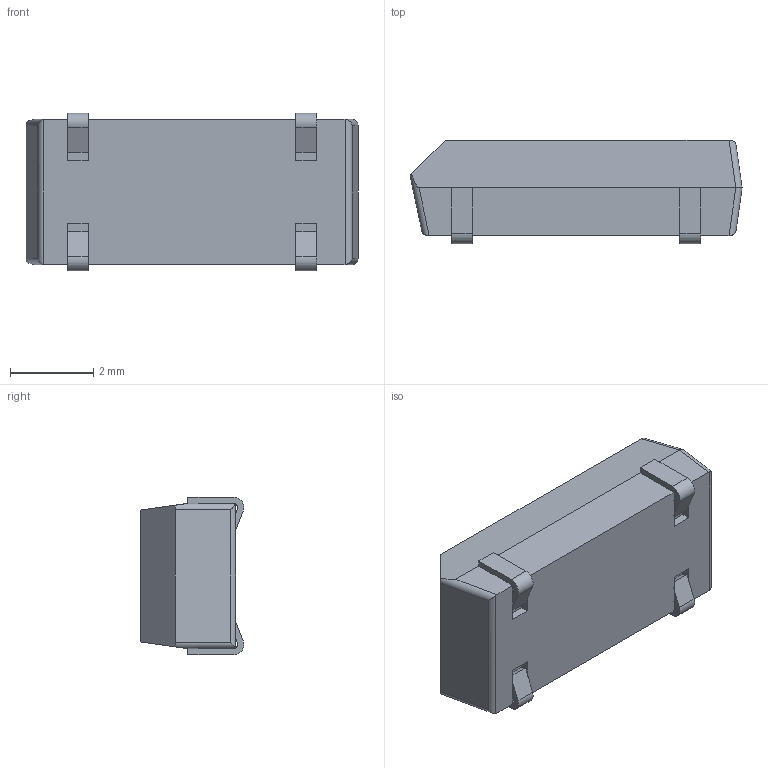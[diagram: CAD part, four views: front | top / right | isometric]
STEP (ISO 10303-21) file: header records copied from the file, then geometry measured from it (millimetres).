
FILE_DESCRIPTION (( 'STEP AP214' ), '1' );
FILE_NAME ('ECS-.327-12.5-17X-TR.STEP', '2024-10-31T14:41:05', ( '' ), ( '' ), 'SwSTEP 2.0', 'SolidWorks 2021', '' );
FILE_SCHEMA (( 'AUTOMOTIVE_DESIGN' ));
Length unit declared in the file: millimetre
Products named in the file (1): ECS-.327-12.5-17X-TR
Bounding box: 8 x 2.5 x 3.8 mm (x, y, z)
Volume: 60.5 mm3; surface area: 113.5 mm2
Topology: 5 solids, 5 shells, 89 faces, 225 edges, 150 vertices
Faces by surface type: plane 66, cylinder 23
Entity records: 2743 total; most frequent: CARTESIAN_POINT 555, ORIENTED_EDGE 450, DIRECTION 411, EDGE_CURVE 225, LINE 175, VECTOR 175, VERTEX_POINT 150, AXIS2_PLACEMENT_3D 118
